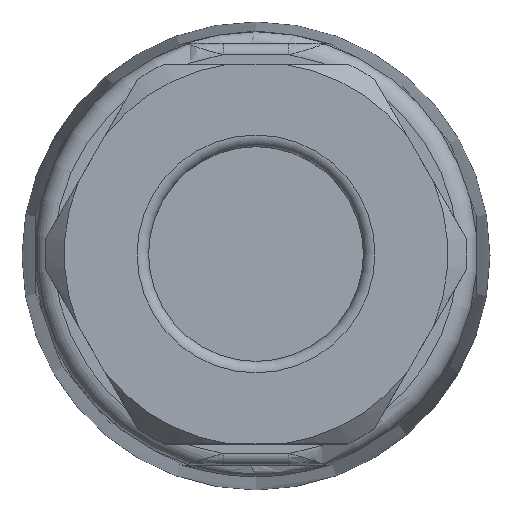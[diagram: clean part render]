
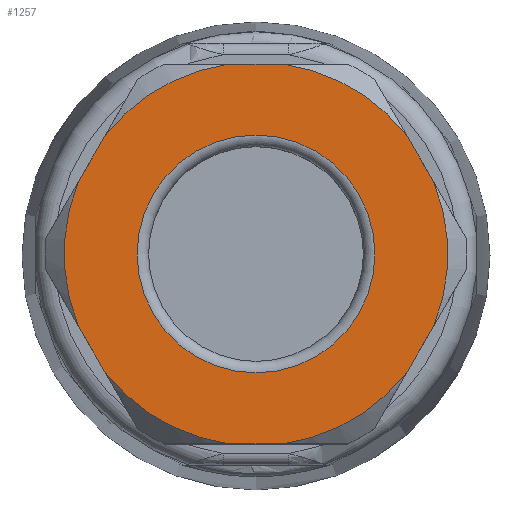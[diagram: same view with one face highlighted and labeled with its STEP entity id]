
A CAD part, top view. The second image highlights one B-rep face of the part: STEP entity #1257.
In plain terms, the highlighted planar face has unit normal (0, 0, 1).
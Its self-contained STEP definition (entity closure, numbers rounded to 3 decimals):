
#664=FACE_BOUND('',#1664,.T.);
#665=FACE_BOUND('',#1665,.T.);
#975=CIRCLE('',#4266,3.1);
#977=CIRCLE('',#4269,5.);
#979=CIRCLE('',#4272,5.);
#981=CIRCLE('',#4275,5.);
#983=CIRCLE('',#4278,5.);
#985=CIRCLE('',#4281,5.);
#986=CIRCLE('',#4283,5.);
#1077=PLANE('',#4284);
#1257=ADVANCED_FACE('',(#664,#665),#1077,.T.);
#1664=EDGE_LOOP('',(#2885));
#1665=EDGE_LOOP('',(#2886,#2887,#2888,#2889,#2890,#2891,#2892,#2893,#2894,
#2895,#2896,#2897));
#1861=LINE('',#7058,#2034);
#1862=LINE('',#7059,#2035);
#1863=LINE('',#7060,#2036);
#1864=LINE('',#7061,#2037);
#1865=LINE('',#7062,#2038);
#1866=LINE('',#7066,#2039);
#2034=VECTOR('',#5218,1.);
#2035=VECTOR('',#5219,1.);
#2036=VECTOR('',#5220,1.);
#2037=VECTOR('',#5221,1.);
#2038=VECTOR('',#5222,1.);
#2039=VECTOR('',#5225,1.);
#2885=ORIENTED_EDGE('',*,*,#3793,.T.);
#2886=ORIENTED_EDGE('',*,*,#3814,.F.);
#2887=ORIENTED_EDGE('',*,*,#3801,.T.);
#2888=ORIENTED_EDGE('',*,*,#3815,.F.);
#2889=ORIENTED_EDGE('',*,*,#3805,.T.);
#2890=ORIENTED_EDGE('',*,*,#3816,.F.);
#2891=ORIENTED_EDGE('',*,*,#3809,.T.);
#2892=ORIENTED_EDGE('',*,*,#3817,.F.);
#2893=ORIENTED_EDGE('',*,*,#3813,.T.);
#2894=ORIENTED_EDGE('',*,*,#3818,.F.);
#2895=ORIENTED_EDGE('',*,*,#3819,.T.);
#2896=ORIENTED_EDGE('',*,*,#3820,.F.);
#2897=ORIENTED_EDGE('',*,*,#3797,.T.);
#3344=VERTEX_POINT('',#6981);
#3346=VERTEX_POINT('',#6988);
#3348=VERTEX_POINT('',#6995);
#3350=VERTEX_POINT('',#7003);
#3352=VERTEX_POINT('',#7010);
#3354=VERTEX_POINT('',#7018);
#3356=VERTEX_POINT('',#7025);
#3358=VERTEX_POINT('',#7033);
#3360=VERTEX_POINT('',#7040);
#3362=VERTEX_POINT('',#7048);
#3364=VERTEX_POINT('',#7055);
#3365=VERTEX_POINT('',#7063);
#3366=VERTEX_POINT('',#7065);
#3793=EDGE_CURVE('',#3344,#3344,#975,.T.);
#3797=EDGE_CURVE('',#3346,#3348,#977,.T.);
#3801=EDGE_CURVE('',#3350,#3352,#979,.T.);
#3805=EDGE_CURVE('',#3354,#3356,#981,.T.);
#3809=EDGE_CURVE('',#3358,#3360,#983,.T.);
#3813=EDGE_CURVE('',#3362,#3364,#985,.T.);
#3814=EDGE_CURVE('',#3350,#3348,#1861,.T.);
#3815=EDGE_CURVE('',#3354,#3352,#1862,.T.);
#3816=EDGE_CURVE('',#3358,#3356,#1863,.T.);
#3817=EDGE_CURVE('',#3362,#3360,#1864,.T.);
#3818=EDGE_CURVE('',#3365,#3364,#1865,.T.);
#3819=EDGE_CURVE('',#3365,#3366,#986,.T.);
#3820=EDGE_CURVE('',#3346,#3366,#1866,.T.);
#4266=AXIS2_PLACEMENT_3D('',#6980,#5184,#5185);
#4269=AXIS2_PLACEMENT_3D('',#6996,#5190,#5191);
#4272=AXIS2_PLACEMENT_3D('',#7011,#5196,#5197);
#4275=AXIS2_PLACEMENT_3D('',#7026,#5202,#5203);
#4278=AXIS2_PLACEMENT_3D('',#7041,#5208,#5209);
#4281=AXIS2_PLACEMENT_3D('',#7056,#5214,#5215);
#4283=AXIS2_PLACEMENT_3D('',#7064,#5223,#5224);
#4284=AXIS2_PLACEMENT_3D('',#7067,#5226,#5227);
#5184=DIRECTION('',(0.,0.,-1.));
#5185=DIRECTION('',(0.,1.,0.));
#5190=DIRECTION('',(0.,0.,1.));
#5191=DIRECTION('',(0.,1.,0.));
#5196=DIRECTION('',(0.,0.,1.));
#5197=DIRECTION('',(0.,1.,0.));
#5202=DIRECTION('',(0.,0.,1.));
#5203=DIRECTION('',(0.,1.,0.));
#5208=DIRECTION('',(0.,0.,1.));
#5209=DIRECTION('',(0.,1.,0.));
#5214=DIRECTION('',(0.,0.,1.));
#5215=DIRECTION('',(0.,1.,0.));
#5218=DIRECTION('',(-0.5,-0.866,0.));
#5219=DIRECTION('',(0.5,-0.866,0.));
#5220=DIRECTION('',(1.,0.,0.));
#5221=DIRECTION('',(0.5,0.866,0.));
#5222=DIRECTION('',(-0.5,0.866,0.));
#5223=DIRECTION('',(0.,0.,1.));
#5224=DIRECTION('',(0.,1.,0.));
#5225=DIRECTION('',(-1.,0.,0.));
#5226=DIRECTION('',(0.,0.,1.));
#5227=DIRECTION('',(0.,1.,0.));
#6980=CARTESIAN_POINT('',(-130.,60.,-11.158));
#6981=CARTESIAN_POINT('',(-130.,63.1,-11.158));
#6988=CARTESIAN_POINT('',(-129.295,55.05,-11.158));
#6995=CARTESIAN_POINT('',(-126.066,56.914,-11.158));
#6996=CARTESIAN_POINT('',(-130.,60.,-11.158));
#7003=CARTESIAN_POINT('',(-125.361,58.136,-11.158));
#7010=CARTESIAN_POINT('',(-125.361,61.864,-11.158));
#7011=CARTESIAN_POINT('',(-130.,60.,-11.158));
#7018=CARTESIAN_POINT('',(-126.066,63.086,-11.158));
#7025=CARTESIAN_POINT('',(-129.295,64.95,-11.158));
#7026=CARTESIAN_POINT('',(-130.,60.,-11.158));
#7033=CARTESIAN_POINT('',(-130.705,64.95,-11.158));
#7040=CARTESIAN_POINT('',(-133.934,63.086,-11.158));
#7041=CARTESIAN_POINT('',(-130.,60.,-11.158));
#7048=CARTESIAN_POINT('',(-134.639,61.864,-11.158));
#7055=CARTESIAN_POINT('',(-134.639,58.136,-11.158));
#7056=CARTESIAN_POINT('',(-130.,60.,-11.158));
#7058=CARTESIAN_POINT('',(-124.284,60.,-11.158));
#7059=CARTESIAN_POINT('',(-127.142,64.95,-11.158));
#7060=CARTESIAN_POINT('',(-132.858,64.95,-11.158));
#7061=CARTESIAN_POINT('',(-135.716,60.,-11.158));
#7062=CARTESIAN_POINT('',(-132.858,55.05,-11.158));
#7063=CARTESIAN_POINT('',(-133.934,56.914,-11.158));
#7064=CARTESIAN_POINT('',(-130.,60.,-11.158));
#7065=CARTESIAN_POINT('',(-130.705,55.05,-11.158));
#7066=CARTESIAN_POINT('',(-127.142,55.05,-11.158));
#7067=CARTESIAN_POINT('',(-130.,60.,-11.158));
